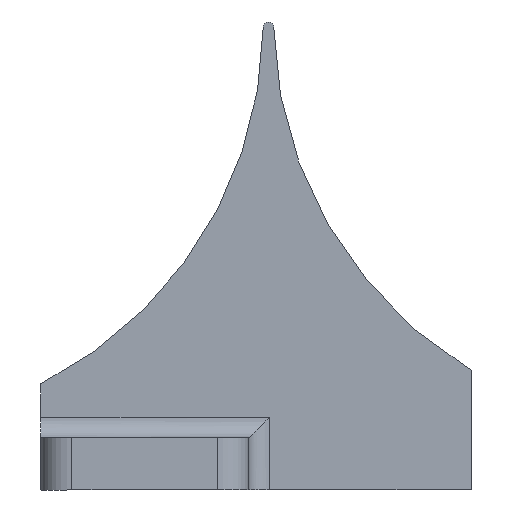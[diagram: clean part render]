
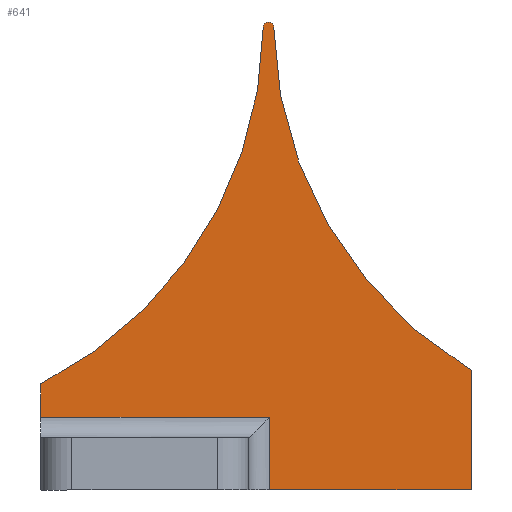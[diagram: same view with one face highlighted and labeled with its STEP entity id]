
A CAD part, left-side view. The second image highlights one B-rep face of the part: STEP entity #641.
In plain terms, the highlighted planar face has unit normal (-1, 0, 0).
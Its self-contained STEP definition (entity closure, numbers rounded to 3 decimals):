
#37=PLANE('',#721);
#67=FACE_OUTER_BOUND('',#109,.T.);
#109=EDGE_LOOP('',(#523,#524,#525,#526,#527,#528,#529,#530,#531,#532));
#153=CIRCLE('',#712,0.5);
#154=CIRCLE('',#714,39.2);
#155=CIRCLE('',#716,0.5);
#156=CIRCLE('',#718,39.);
#177=LINE('',#988,#227);
#178=LINE('',#992,#228);
#204=LINE('',#1087,#254);
#205=LINE('',#1089,#255);
#206=LINE('',#1091,#256);
#207=LINE('',#1092,#257);
#227=VECTOR('',#781,10.);
#228=VECTOR('',#786,10.);
#254=VECTOR('',#888,10.);
#255=VECTOR('',#891,10.);
#256=VECTOR('',#894,10.);
#257=VECTOR('',#895,10.);
#282=VERTEX_POINT('',#985);
#283=VERTEX_POINT('',#987);
#284=VERTEX_POINT('',#991);
#309=VERTEX_POINT('',#1065);
#310=VERTEX_POINT('',#1067);
#311=VERTEX_POINT('',#1071);
#312=VERTEX_POINT('',#1075);
#313=VERTEX_POINT('',#1077);
#314=VERTEX_POINT('',#1081);
#315=VERTEX_POINT('',#1085);
#345=EDGE_CURVE('',#282,#283,#177,.T.);
#347=EDGE_CURVE('',#283,#284,#178,.T.);
#384=EDGE_CURVE('',#309,#310,#153,.T.);
#386=EDGE_CURVE('',#311,#310,#154,.T.);
#389=EDGE_CURVE('',#312,#313,#155,.T.);
#392=EDGE_CURVE('',#312,#314,#156,.T.);
#394=EDGE_CURVE('',#315,#311,#204,.T.);
#395=EDGE_CURVE('',#309,#313,#205,.T.);
#396=EDGE_CURVE('',#282,#315,#206,.T.);
#397=EDGE_CURVE('',#314,#284,#207,.T.);
#523=ORIENTED_EDGE('',*,*,#345,.F.);
#524=ORIENTED_EDGE('',*,*,#396,.T.);
#525=ORIENTED_EDGE('',*,*,#394,.T.);
#526=ORIENTED_EDGE('',*,*,#386,.T.);
#527=ORIENTED_EDGE('',*,*,#384,.F.);
#528=ORIENTED_EDGE('',*,*,#395,.T.);
#529=ORIENTED_EDGE('',*,*,#389,.F.);
#530=ORIENTED_EDGE('',*,*,#392,.T.);
#531=ORIENTED_EDGE('',*,*,#397,.T.);
#532=ORIENTED_EDGE('',*,*,#347,.F.);
#641=ADVANCED_FACE('',(#67),#37,.F.);
#712=AXIS2_PLACEMENT_3D('',#1068,#866,#867);
#714=AXIS2_PLACEMENT_3D('',#1072,#871,#872);
#716=AXIS2_PLACEMENT_3D('',#1078,#877,#878);
#718=AXIS2_PLACEMENT_3D('',#1083,#883,#884);
#721=AXIS2_PLACEMENT_3D('',#1090,#892,#893);
#781=DIRECTION('',(0.,0.,1.));
#786=DIRECTION('',(0.,1.,0.));
#866=DIRECTION('center_axis',(1.,0.,0.));
#867=DIRECTION('ref_axis',(0.,-0.702,0.712));
#871=DIRECTION('center_axis',(1.,0.,0.));
#872=DIRECTION('ref_axis',(0.,0.515,-0.857));
#877=DIRECTION('center_axis',(1.,0.,0.));
#878=DIRECTION('ref_axis',(0.,0.703,0.712));
#883=DIRECTION('center_axis',(1.,0.,0.));
#884=DIRECTION('ref_axis',(0.,-1.,0.));
#888=DIRECTION('',(0.,0.,1.));
#891=DIRECTION('',(0.,1.,0.));
#892=DIRECTION('center_axis',(1.,0.,0.));
#893=DIRECTION('ref_axis',(0.,1.,0.));
#894=DIRECTION('',(0.,-1.,0.));
#895=DIRECTION('',(0.,0.,-1.));
#985=CARTESIAN_POINT('',(-237.5,-1.3,0.));
#987=CARTESIAN_POINT('',(-237.5,-1.3,7.));
#988=CARTESIAN_POINT('',(-237.5,-1.3,11.25));
#991=CARTESIAN_POINT('',(-237.5,20.7,7.));
#992=CARTESIAN_POINT('',(-237.5,5.35,7.));
#1065=CARTESIAN_POINT('',(-237.5,-1.204,45.));
#1067=CARTESIAN_POINT('',(-237.5,-1.704,44.507));
#1068=CARTESIAN_POINT('Origin',(-237.5,-1.204,44.5));
#1071=CARTESIAN_POINT('',(-237.5,-20.7,11.5));
#1072=CARTESIAN_POINT('Origin',(-237.5,-40.9,45.095));
#1075=CARTESIAN_POINT('',(-237.5,-0.697,44.506));
#1077=CARTESIAN_POINT('',(-237.5,-1.197,45.));
#1078=CARTESIAN_POINT('Origin',(-237.5,-1.197,44.5));
#1081=CARTESIAN_POINT('',(-237.5,20.7,10.2));
#1083=CARTESIAN_POINT('Origin',(-237.5,38.3,45.003));
#1085=CARTESIAN_POINT('',(-237.5,-20.7,0.));
#1087=CARTESIAN_POINT('',(-237.5,-20.7,0.));
#1089=CARTESIAN_POINT('',(-237.5,-1.7,45.));
#1090=CARTESIAN_POINT('Origin',(-237.5,0.,22.5));
#1091=CARTESIAN_POINT('',(-237.5,0.,0.));
#1092=CARTESIAN_POINT('',(-237.5,20.7,11.25));
